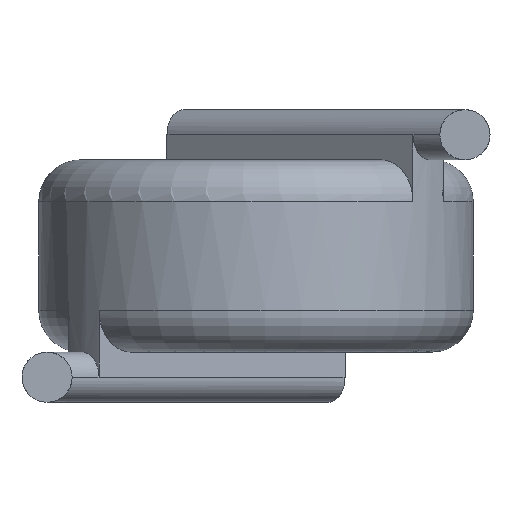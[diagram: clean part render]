
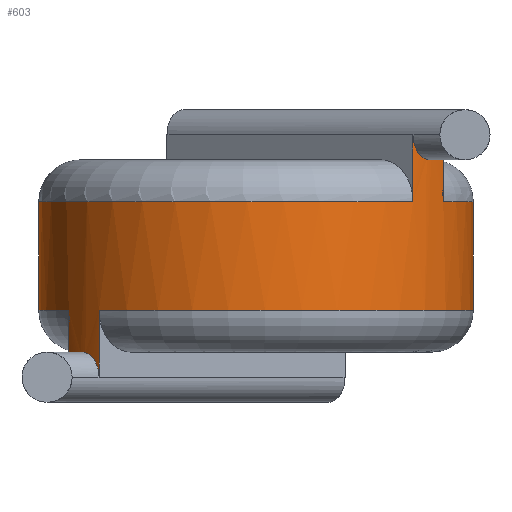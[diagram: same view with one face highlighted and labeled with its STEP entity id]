
A CAD part, front view. The second image highlights one B-rep face of the part: STEP entity #603.
In plain terms, the highlighted cylindrical face has radius 2.6 mm (diameter 5.2 mm), a partial arc.
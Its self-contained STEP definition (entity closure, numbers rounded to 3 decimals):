
#58=DIRECTION('',(0.,0.,1.));
#59=VECTOR('',#58,1.3);
#60=CARTESIAN_POINT('',(2.6,0.,-0.65));
#61=LINE('',#60,#59);
#109=DIRECTION('',(0.,0.,1.));
#110=VECTOR('',#109,0.8);
#111=CARTESIAN_POINT('',(2.241,-1.318,0.65));
#112=LINE('',#111,#110);
#117=CARTESIAN_POINT('',(0.,0.,0.65));
#118=DIRECTION('',(0.,0.,1.));
#119=DIRECTION('',(-1.,0.,0.));
#120=AXIS2_PLACEMENT_3D('',#117,#118,#119);
#122=CARTESIAN_POINT('',(0.,0.,0.65));
#123=DIRECTION('',(0.,0.,1.));
#124=DIRECTION('',(0.862,-0.507,0.));
#125=AXIS2_PLACEMENT_3D('',#122,#123,#124);
#127=CARTESIAN_POINT('',(0.,0.,-0.65));
#128=DIRECTION('',(0.,0.,-1.));
#129=DIRECTION('',(1.,0.,0.));
#130=AXIS2_PLACEMENT_3D('',#127,#128,#129);
#132=CARTESIAN_POINT('',(0.,0.,-0.65));
#133=DIRECTION('',(0.,0.,-1.));
#134=DIRECTION('',(-0.862,-0.507,0.));
#135=AXIS2_PLACEMENT_3D('',#132,#133,#134);
#137=DIRECTION('',(0.,0.,1.));
#138=VECTOR('',#137,1.3);
#139=CARTESIAN_POINT('',(-2.6,0.,-0.65));
#140=LINE('',#139,#138);
#141=DIRECTION('',(0.,0.,-1.));
#142=VECTOR('',#141,0.8);
#143=CARTESIAN_POINT('',(1.879,-1.798,1.45));
#144=LINE('',#143,#142);
#162=CARTESIAN_POINT('',(2.241,-1.318,1.45));
#163=CARTESIAN_POINT('',(2.241,-1.318,1.435));
#164=CARTESIAN_POINT('',(2.24,-1.32,1.404));
#165=CARTESIAN_POINT('',(2.234,-1.33,1.357));
#166=CARTESIAN_POINT('',(2.225,-1.345,1.314));
#167=CARTESIAN_POINT('',(2.212,-1.366,1.274));
#168=CARTESIAN_POINT('',(2.195,-1.393,1.237));
#169=CARTESIAN_POINT('',(2.176,-1.424,1.206));
#170=CARTESIAN_POINT('',(2.153,-1.457,1.182));
#171=CARTESIAN_POINT('',(2.128,-1.494,1.164));
#172=CARTESIAN_POINT('',(2.101,-1.532,1.152));
#173=CARTESIAN_POINT('',(2.083,-1.557,1.15));
#174=CARTESIAN_POINT('',(2.073,-1.569,1.15));
#215=CARTESIAN_POINT('',(2.073,-1.569,1.15));
#216=CARTESIAN_POINT('',(2.064,-1.582,1.15));
#217=CARTESIAN_POINT('',(2.045,-1.606,1.152));
#218=CARTESIAN_POINT('',(2.016,-1.642,1.163));
#219=CARTESIAN_POINT('',(1.988,-1.675,1.181));
#220=CARTESIAN_POINT('',(1.962,-1.706,1.205));
#221=CARTESIAN_POINT('',(1.938,-1.733,1.236));
#222=CARTESIAN_POINT('',(1.917,-1.756,1.273));
#223=CARTESIAN_POINT('',(1.901,-1.774,1.313));
#224=CARTESIAN_POINT('',(1.888,-1.788,1.356));
#225=CARTESIAN_POINT('',(1.88,-1.796,1.403));
#226=CARTESIAN_POINT('',(1.879,-1.798,1.434));
#227=CARTESIAN_POINT('',(1.879,-1.798,1.45));
#271=DIRECTION('',(0.,0.,1.));
#272=VECTOR('',#271,0.8);
#273=CARTESIAN_POINT('',(-1.879,-1.798,-1.45));
#274=LINE('',#273,#272);
#292=CARTESIAN_POINT('',(-2.241,-1.318,-1.45));
#293=CARTESIAN_POINT('',(-2.241,-1.318,
-1.435));
#294=CARTESIAN_POINT('',(-2.24,-1.32,
-1.404));
#295=CARTESIAN_POINT('',(-2.234,-1.33,
-1.357));
#296=CARTESIAN_POINT('',(-2.225,-1.345,
-1.314));
#297=CARTESIAN_POINT('',(-2.212,-1.366,
-1.274));
#298=CARTESIAN_POINT('',(-2.195,-1.393,
-1.237));
#299=CARTESIAN_POINT('',(-2.176,-1.424,
-1.206));
#300=CARTESIAN_POINT('',(-2.153,-1.457,
-1.182));
#301=CARTESIAN_POINT('',(-2.128,-1.494,
-1.164));
#302=CARTESIAN_POINT('',(-2.101,-1.532,
-1.152));
#303=CARTESIAN_POINT('',(-2.083,-1.557,-1.15));
#304=CARTESIAN_POINT('',(-2.073,-1.569,-1.15));
#322=DIRECTION('',(0.,0.,-1.));
#323=VECTOR('',#322,0.8);
#324=CARTESIAN_POINT('',(-2.241,-1.318,-0.65));
#325=LINE('',#324,#323);
#338=CARTESIAN_POINT('',(-2.073,-1.569,-1.15));
#339=CARTESIAN_POINT('',(-2.064,-1.582,-1.15));
#340=CARTESIAN_POINT('',(-2.045,-1.606,
-1.152));
#341=CARTESIAN_POINT('',(-2.016,-1.642,
-1.163));
#342=CARTESIAN_POINT('',(-1.988,-1.675,
-1.181));
#343=CARTESIAN_POINT('',(-1.962,-1.706,
-1.205));
#344=CARTESIAN_POINT('',(-1.938,-1.733,
-1.236));
#345=CARTESIAN_POINT('',(-1.917,-1.756,
-1.273));
#346=CARTESIAN_POINT('',(-1.901,-1.774,
-1.313));
#347=CARTESIAN_POINT('',(-1.888,-1.788,
-1.356));
#348=CARTESIAN_POINT('',(-1.88,-1.796,
-1.403));
#349=CARTESIAN_POINT('',(-1.879,-1.798,
-1.434));
#350=CARTESIAN_POINT('',(-1.879,-1.798,-1.45));
#415=CARTESIAN_POINT('',(2.073,-1.569,1.15));
#416=VERTEX_POINT('',#415);
#417=VERTEX_POINT('',#227);
#422=CARTESIAN_POINT('',(2.241,-1.318,1.45));
#424=VERTEX_POINT('',#422);
#433=CARTESIAN_POINT('',(-2.073,-1.569,-1.15));
#435=VERTEX_POINT('',#433);
#444=CARTESIAN_POINT('',(-1.879,-1.798,-1.45));
#446=VERTEX_POINT('',#444);
#449=CARTESIAN_POINT('',(-2.241,-1.318,-1.45));
#450=VERTEX_POINT('',#449);
#451=CARTESIAN_POINT('',(-2.6,0.,0.65));
#452=CARTESIAN_POINT('',(1.879,-1.798,0.65));
#453=VERTEX_POINT('',#451);
#454=VERTEX_POINT('',#452);
#455=CARTESIAN_POINT('',(2.6,0.,0.65));
#456=VERTEX_POINT('',#455);
#457=CARTESIAN_POINT('',(2.241,-1.318,0.65));
#458=VERTEX_POINT('',#457);
#459=CARTESIAN_POINT('',(2.6,0.,-0.65));
#460=CARTESIAN_POINT('',(-1.879,-1.798,-0.65));
#461=VERTEX_POINT('',#459);
#462=VERTEX_POINT('',#460);
#463=CARTESIAN_POINT('',(-2.6,0.,-0.65));
#464=VERTEX_POINT('',#463);
#465=CARTESIAN_POINT('',(-2.241,-1.318,-0.65));
#466=VERTEX_POINT('',#465);
#575=CARTESIAN_POINT('',(0.,0.,-1.15));
#576=DIRECTION('',(0.,0.,1.));
#577=DIRECTION('',(1.,0.,0.));
#578=AXIS2_PLACEMENT_3D('',#575,#576,#577);
#579=CYLINDRICAL_SURFACE('',#578,2.6);
#580=ORIENTED_EDGE('',*,*,#534,.T.);
#582=ORIENTED_EDGE('',*,*,#581,.F.);
#584=ORIENTED_EDGE('',*,*,#583,.F.);
#586=ORIENTED_EDGE('',*,*,#585,.F.);
#587=ORIENTED_EDGE('',*,*,#566,.F.);
#588=ORIENTED_EDGE('',*,*,#537,.T.);
#589=ORIENTED_EDGE('',*,*,#520,.F.);
#590=ORIENTED_EDGE('',*,*,#505,.T.);
#592=ORIENTED_EDGE('',*,*,#591,.F.);
#594=ORIENTED_EDGE('',*,*,#593,.F.);
#596=ORIENTED_EDGE('',*,*,#595,.F.);
#598=ORIENTED_EDGE('',*,*,#597,.F.);
#599=ORIENTED_EDGE('',*,*,#498,.T.);
#600=ORIENTED_EDGE('',*,*,#517,.T.);
#601=EDGE_LOOP('',(#580,#582,#584,#586,#587,#588,#589,#590,#592,#594,#596,#598,
#599,#600));
#602=FACE_OUTER_BOUND('',#601,.F.);
#121=CIRCLE('',#120,2.6);
#126=CIRCLE('',#125,2.6);
#131=CIRCLE('',#130,2.6);
#136=CIRCLE('',#135,2.6);
#175=B_SPLINE_CURVE_WITH_KNOTS('',3,(#162,#163,#164,#165,#166,#167,#168,#169,
#170,#171,#172,#173,#174),.UNSPECIFIED.,.F.,.F.,(4,1,1,1,1,1,1,1,1,1,4),(0.,
0.1,0.2,0.3,0.4,0.5,0.6,0.7,0.8,0.9,1.),.UNSPECIFIED.);
#228=B_SPLINE_CURVE_WITH_KNOTS('',3,(#215,#216,#217,#218,#219,#220,#221,#222,
#223,#224,#225,#226,#227),.UNSPECIFIED.,.F.,.F.,(4,1,1,1,1,1,1,1,1,1,4),(0.,
0.1,0.2,0.3,0.4,0.5,0.6,0.7,0.8,0.9,1.),.UNSPECIFIED.);
#305=B_SPLINE_CURVE_WITH_KNOTS('',3,(#292,#293,#294,#295,#296,#297,#298,#299,
#300,#301,#302,#303,#304),.UNSPECIFIED.,.F.,.F.,(4,1,1,1,1,1,1,1,1,1,4),(0.,
0.1,0.2,0.3,0.4,0.5,0.6,0.7,0.8,0.9,1.),.UNSPECIFIED.);
#351=B_SPLINE_CURVE_WITH_KNOTS('',3,(#338,#339,#340,#341,#342,#343,#344,#345,
#346,#347,#348,#349,#350),.UNSPECIFIED.,.F.,.F.,(4,1,1,1,1,1,1,1,1,1,4),(0.,
0.1,0.2,0.3,0.4,0.5,0.6,0.7,0.8,0.9,1.),.UNSPECIFIED.);
#498=EDGE_CURVE('',#466,#464,#136,.T.);
#505=EDGE_CURVE('',#461,#462,#131,.T.);
#517=EDGE_CURVE('',#464,#453,#140,.T.);
#520=EDGE_CURVE('',#461,#456,#61,.T.);
#534=EDGE_CURVE('',#453,#454,#121,.T.);
#537=EDGE_CURVE('',#458,#456,#126,.T.);
#566=EDGE_CURVE('',#458,#424,#112,.T.);
#581=EDGE_CURVE('',#417,#454,#144,.T.);
#583=EDGE_CURVE('',#416,#417,#228,.T.);
#585=EDGE_CURVE('',#424,#416,#175,.T.);
#591=EDGE_CURVE('',#446,#462,#274,.T.);
#593=EDGE_CURVE('',#435,#446,#351,.T.);
#595=EDGE_CURVE('',#450,#435,#305,.T.);
#597=EDGE_CURVE('',#466,#450,#325,.T.);
#603=ADVANCED_FACE('',(#602),#579,.T.);
